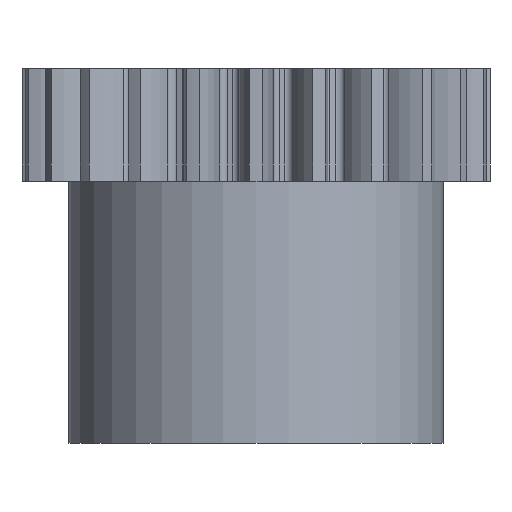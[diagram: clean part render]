
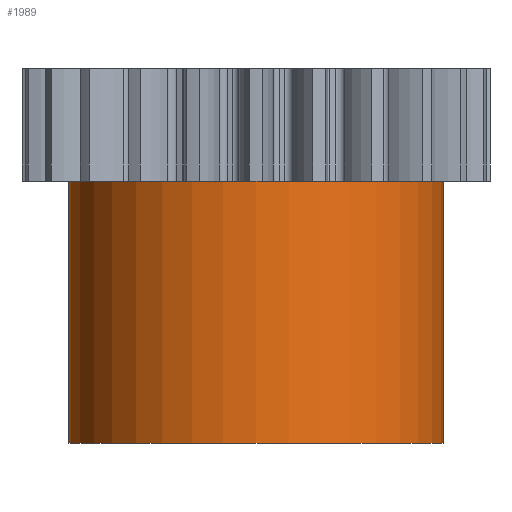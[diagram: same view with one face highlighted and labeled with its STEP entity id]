
A CAD part, front view. The second image highlights one B-rep face of the part: STEP entity #1989.
In plain terms, the highlighted cylindrical face has radius 5 mm (diameter 10 mm), a partial arc.
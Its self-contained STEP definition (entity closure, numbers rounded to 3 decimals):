
#412 = EDGE_CURVE ( 'NONE', #677, #960, #5474, .T. ) ;
#669 = VERTEX_POINT ( 'NONE', #2898 ) ;
#677 = VERTEX_POINT ( 'NONE', #3019 ) ;
#960 = VERTEX_POINT ( 'NONE', #3373 ) ;
#961 = EDGE_CURVE ( 'NONE', #965, #677, #3518, .T. ) ;
#965 = VERTEX_POINT ( 'NONE', #3356 ) ;
#970 = EDGE_CURVE ( 'NONE', #669, #960, #3620, .T. ) ;
#1966 = ORIENTED_EDGE ( 'NONE', *, *, #1990, .T. ) ;
#1989 = ADVANCED_FACE ( 'NONE', ( #5042 ), #5181, .T. ) ;
#1990 = EDGE_CURVE ( 'NONE', #965, #669, #5182, .T. ) ;
#1991 = ORIENTED_EDGE ( 'NONE', *, *, #970, .T. ) ;
#1992 = ORIENTED_EDGE ( 'NONE', *, *, #412, .F. ) ;
#2006 = EDGE_LOOP ( 'NONE', ( #2026, #1966, #1991, #1992 ) ) ;
#2026 = ORIENTED_EDGE ( 'NONE', *, *, #961, .F. ) ;
#2898 = CARTESIAN_POINT ( 'NONE',  ( 5., 0., -7. ) ) ;
#3019 = CARTESIAN_POINT ( 'NONE',  ( -5., 0., 0. ) ) ;
#3356 = CARTESIAN_POINT ( 'NONE',  ( -5., 0., -7. ) ) ;
#3359 = DIRECTION ( 'NONE',  ( 0., 0., 1. ) ) ;
#3360 = VECTOR ( 'NONE', #3359, 1000. ) ;
#3361 = CARTESIAN_POINT ( 'NONE',  ( -5., 0., -7. ) ) ;
#3373 = CARTESIAN_POINT ( 'NONE',  ( 5., 0., 0. ) ) ;
#3518 = LINE ( 'NONE', #3361, #3360 ) ;
#3620 = LINE ( 'NONE', #3698, #3697 ) ;
#3696 = DIRECTION ( 'NONE',  ( 0., 0., 1. ) ) ;
#3697 = VECTOR ( 'NONE', #3696, 1000. ) ;
#3698 = CARTESIAN_POINT ( 'NONE',  ( 5., 0., -7. ) ) ;
#5042 = FACE_OUTER_BOUND ( 'NONE', #2006, .T. ) ;
#5177 = DIRECTION ( 'NONE',  ( 1., 0., 0. ) ) ;
#5178 = DIRECTION ( 'NONE',  ( 0., 0., 1. ) ) ;
#5179 = CARTESIAN_POINT ( 'NONE',  ( 0., 0., -7. ) ) ;
#5180 = AXIS2_PLACEMENT_3D ( 'NONE', #5179, #5178, #5177 ) ;
#5181 = CYLINDRICAL_SURFACE ( 'NONE', #5180, 5. ) ;
#5182 = CIRCLE ( 'NONE', #5281, 5. ) ;
#5278 = DIRECTION ( 'NONE',  ( 1., 0., 0. ) ) ;
#5279 = DIRECTION ( 'NONE',  ( 0., 0., 1. ) ) ;
#5280 = CARTESIAN_POINT ( 'NONE',  ( 0., 0., -7. ) ) ;
#5281 = AXIS2_PLACEMENT_3D ( 'NONE', #5280, #5279, #5278 ) ;
#5470 = DIRECTION ( 'NONE',  ( 1., 0., 0. ) ) ;
#5471 = DIRECTION ( 'NONE',  ( 0., 0., 1. ) ) ;
#5472 = CARTESIAN_POINT ( 'NONE',  ( 0., 0., 0. ) ) ;
#5473 = AXIS2_PLACEMENT_3D ( 'NONE', #5472, #5471, #5470 ) ;
#5474 = CIRCLE ( 'NONE', #5473, 5. ) ;
